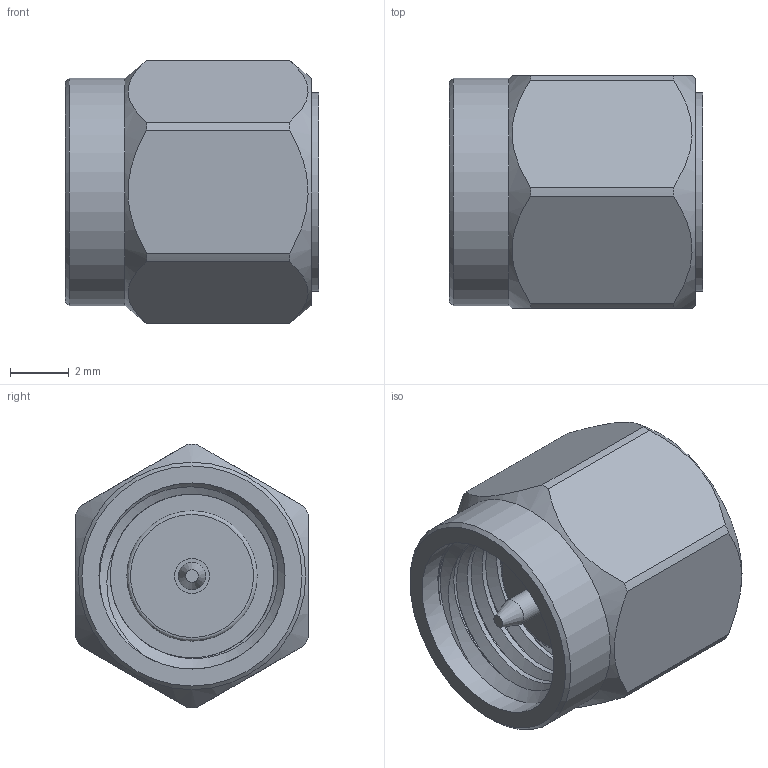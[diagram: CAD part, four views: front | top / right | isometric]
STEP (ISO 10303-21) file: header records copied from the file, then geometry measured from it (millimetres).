
FILE_DESCRIPTION (( 'STEP AP203' ), '1' );
FILE_NAME ('ST1813.step', '2020-01-10T15:55:49', ( '' ), ( '' ), 'SwSTEP 2.0', 'SolidWorks 2018', '' );
FILE_SCHEMA (( 'CONFIG_CONTROL_DESIGN' ));
Length unit declared in the file: inch
Products named in the file (1): ST1813
Bounding box: 8.64 x 7.94 x 8.99 mm (x, y, z)
Volume: 340.3 mm3; surface area: 504.6 mm2
Topology: 1 solids, 1 shells, 119 faces, 323 edges, 219 vertices
Faces by surface type: bspline 52, plane 44, cylinder 18, cone 5
Full cylindrical faces by diameter (mm): 0.94 x1, 1.194 x1, 4.445 x1, 6.35 x6, 6.777 x1, 7.762 x1
Entity records: 8232 total; most frequent: CARTESIAN_POINT 5715, ORIENTED_EDGE 606, DIRECTION 309, EDGE_CURVE 303, VERTEX_POINT 216, EDGE_LOOP 137, LINE 129, VECTOR 129
